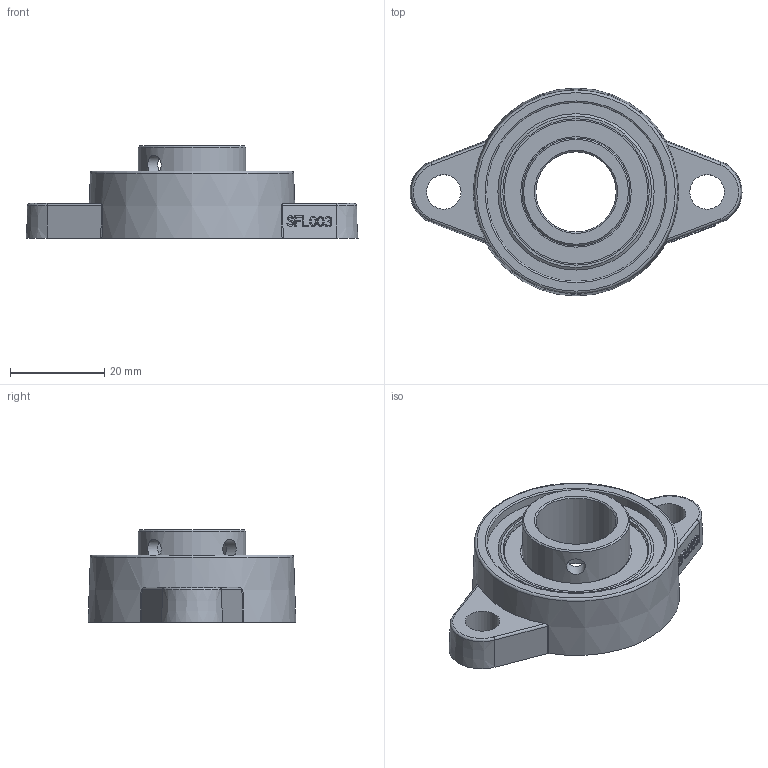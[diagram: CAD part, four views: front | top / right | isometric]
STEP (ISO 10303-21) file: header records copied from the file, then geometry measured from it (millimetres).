
FILE_DESCRIPTION(/* description */ (''),/* implementation_level */ '2;1');
FILE_NAME(/* name */ 'MKFL003.stp',/* time_stamp */ '2016-02-03T14:15:57+01:00',/* author */ ('fje'),/* organization */ (''),/* preprocessor_version */ 'ST-DEVELOPER v15.2',/* originating_system */ 'Autodesk Inventor 2014',/* authorisation */ '');
FILE_SCHEMA (('AUTOMOTIVE_DESIGN { 1 0 10303 214 3 1 1 }'));
Length unit declared in the file: millimetre
Products named in the file (1): MKFL003
Bounding box: 70.3 x 44 x 19.55 mm (x, y, z)
Volume: 17063.4 mm3; surface area: 10038.6 mm2
Topology: 2 solids, 2 shells, 296 faces, 816 edges, 541 vertices
Faces by surface type: plane 250, cylinder 17, cone 15, bspline 10, torus 4
Full cylindrical faces by diameter (mm): 4 x2, 7.3 x2, 17 x1, 22.8 x2, 23.4 x2, 30.4 x2, 31 x2
Entity records: 10072 total; most frequent: CARTESIAN_POINT 2312, ORIENTED_EDGE 1580, DIRECTION 1405, EDGE_CURVE 790, LINE 673, VECTOR 673, VERTEX_POINT 537, AXIS2_PLACEMENT_3D 366
